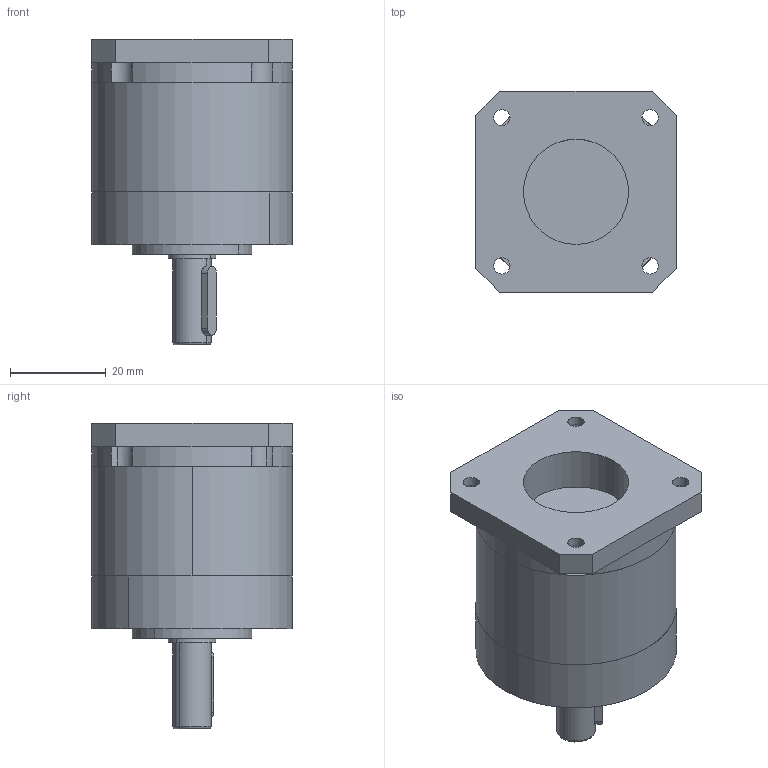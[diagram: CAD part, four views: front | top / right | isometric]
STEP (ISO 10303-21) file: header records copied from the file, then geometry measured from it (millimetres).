
FILE_DESCRIPTION (( 'STEP AP214' ), '1' );
FILE_NAME ('42XG珨撰熬厒.STEP', '2023-07-23T15:57:46', ( '' ), ( '' ), 'SwSTEP 2.0', 'SolidWorks 2021', '' );
FILE_SCHEMA (( 'AUTOMOTIVE_DESIGN' ));
Length unit declared in the file: millimetre
Products named in the file (4): 42XG一级齿圈; 42XG狟傷裔; 42XG珨撰熬厒; 42XG奻傷裔
Assembly tree (3 placements, depth 2):
  42XG珨撰熬厒
    42XG狟傷裔
    42XG奻傷裔
    42XG一级齿圈
Bounding box: 42 x 42 x 64 mm (x, y, z)
Volume: 58579.9 mm3; surface area: 16590.8 mm2
Topology: 3 solids, 3 shells, 300 faces, 818 edges, 532 vertices
Faces by surface type: cylinder 241, plane 42, bspline 15, torus 2
Entity records: 20142 total; most frequent: CARTESIAN_POINT 13560, ORIENTED_EDGE 1636, DIRECTION 1103, EDGE_CURVE 818, VERTEX_POINT 532, AXIS2_PLACEMENT_3D 398, EDGE_LOOP 318, LINE 307
